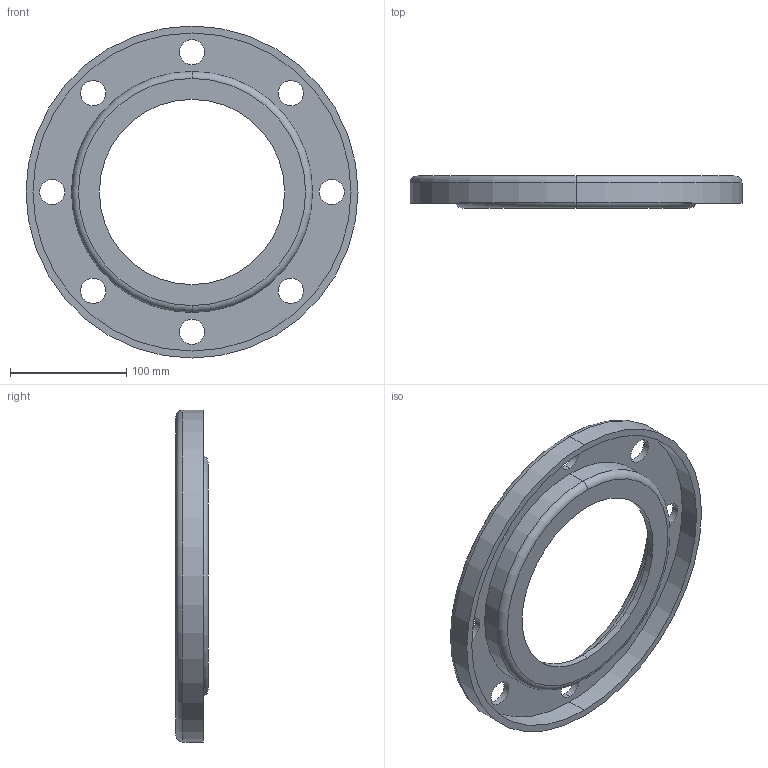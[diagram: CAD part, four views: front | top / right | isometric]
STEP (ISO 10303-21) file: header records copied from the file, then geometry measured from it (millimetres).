
FILE_DESCRIPTION (( 'STEP AP203' ), '1' );
FILE_NAME ('3D_R350_PN10_DN154_17677285.STEP', '2024-07-04T09:38:03', ( '' ), ( '' ), 'SwSTEP 2.0', 'SolidWorks 2024', '' );
FILE_SCHEMA (( 'CONFIG_CONTROL_DESIGN' ));
Length unit declared in the file: millimetre
Products named in the file (1): 3D_R350_PN10_DN154_17677285
Bounding box: 285 x 27.5 x 285 mm (x, y, z)
Volume: 402216.2 mm3; surface area: 145645.7 mm2
Topology: 1 solids, 1 shells, 37 faces, 90 edges, 58 vertices
Faces by surface type: cylinder 26, torus 6, plane 5
Entity records: 1233 total; most frequent: DIRECTION 230, CARTESIAN_POINT 186, ORIENTED_EDGE 180, AXIS2_PLACEMENT_3D 102, EDGE_CURVE 90, CIRCLE 64, VERTEX_POINT 58, EDGE_LOOP 58
